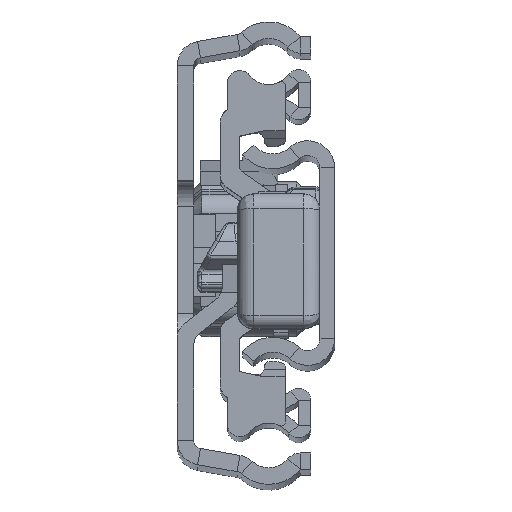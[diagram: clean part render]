
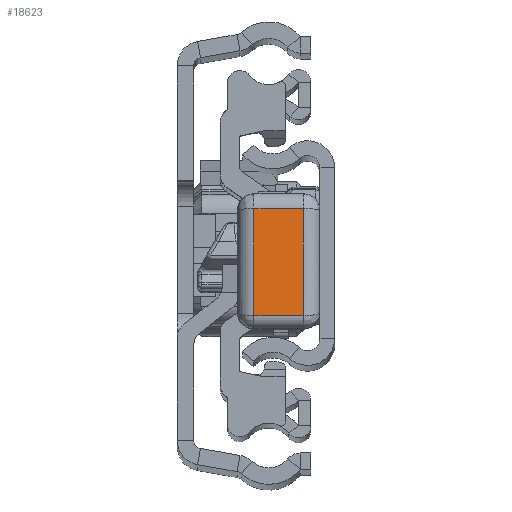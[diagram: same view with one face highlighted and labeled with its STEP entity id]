
A CAD part, top view. The second image highlights one B-rep face of the part: STEP entity #18623.
In plain terms, the highlighted face is planar.
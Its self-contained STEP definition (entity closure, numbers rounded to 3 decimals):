
#834 = ORIENTED_EDGE ( 'NONE', *, *, #37770, .T. ) ;
#2755 = CARTESIAN_POINT ( 'NONE',  ( 39.636, -12.609, 5.5 ) ) ;
#3422 = AXIS2_PLACEMENT_3D ( 'NONE', #32199, #44488, #11463 ) ;
#4120 = CARTESIAN_POINT ( 'NONE',  ( 39.636, -12.609, 2. ) ) ;
#6708 = PLANE ( 'NONE',  #3422 ) ;
#9667 = ORIENTED_EDGE ( 'NONE', *, *, #9762, .T. ) ;
#9762 = EDGE_CURVE ( 'NONE', #17002, #35356, #21011, .T. ) ;
#11396 = VERTEX_POINT ( 'NONE', #30162 ) ;
#11463 = DIRECTION ( 'NONE',  ( 0., 0., -1. ) ) ;
#13157 = DIRECTION ( 'NONE',  ( 0., 0., 1. ) ) ;
#14314 = VERTEX_POINT ( 'NONE', #4120 ) ;
#15961 = CARTESIAN_POINT ( 'NONE',  ( 39.636, 0., 2. ) ) ;
#17002 = VERTEX_POINT ( 'NONE', #38697 ) ;
#17481 = EDGE_CURVE ( 'NONE', #11396, #17002, #21593, .T. ) ;
#17897 = VECTOR ( 'NONE', #55148, 1000. ) ;
#18623 = ADVANCED_FACE ( 'NONE', ( #34732 ), #6708, .F. ) ;
#18880 = ORIENTED_EDGE ( 'NONE', *, *, #34500, .T. ) ;
#19200 = VECTOR ( 'NONE', #41417, 1000. ) ;
#20676 = LINE ( 'NONE', #2755, #46748 ) ;
#21011 = LINE ( 'NONE', #38054, #17897 ) ;
#21593 = LINE ( 'NONE', #26068, #37435 ) ;
#26068 = CARTESIAN_POINT ( 'NONE',  ( 39.636, 0.361, 5.5 ) ) ;
#28803 = DIRECTION ( 'NONE',  ( 0., 0., -1. ) ) ;
#30162 = CARTESIAN_POINT ( 'NONE',  ( 39.636, 0.361, 2. ) ) ;
#32199 = CARTESIAN_POINT ( 'NONE',  ( 39.636, 0., 5.5 ) ) ;
#34500 = EDGE_CURVE ( 'NONE', #35356, #14314, #20676, .T. ) ;
#34732 = FACE_OUTER_BOUND ( 'NONE', #34870, .T. ) ;
#34870 = EDGE_LOOP ( 'NONE', ( #834, #35375, #9667, #18880 ) ) ;
#35356 = VERTEX_POINT ( 'NONE', #39700 ) ;
#35375 = ORIENTED_EDGE ( 'NONE', *, *, #17481, .T. ) ;
#37435 = VECTOR ( 'NONE', #13157, 1000. ) ;
#37770 = EDGE_CURVE ( 'NONE', #14314, #11396, #45636, .T. ) ;
#38054 = CARTESIAN_POINT ( 'NONE',  ( 39.636, 0., 8. ) ) ;
#38697 = CARTESIAN_POINT ( 'NONE',  ( 39.636, 0.361, 8. ) ) ;
#39700 = CARTESIAN_POINT ( 'NONE',  ( 39.636, -12.609, 8. ) ) ;
#41417 = DIRECTION ( 'NONE',  ( 0., 1., 0. ) ) ;
#44488 = DIRECTION ( 'NONE',  ( -1., 0., 0. ) ) ;
#45636 = LINE ( 'NONE', #15961, #19200 ) ;
#46748 = VECTOR ( 'NONE', #28803, 1000. ) ;
#55148 = DIRECTION ( 'NONE',  ( 0., -1., 0. ) ) ;
